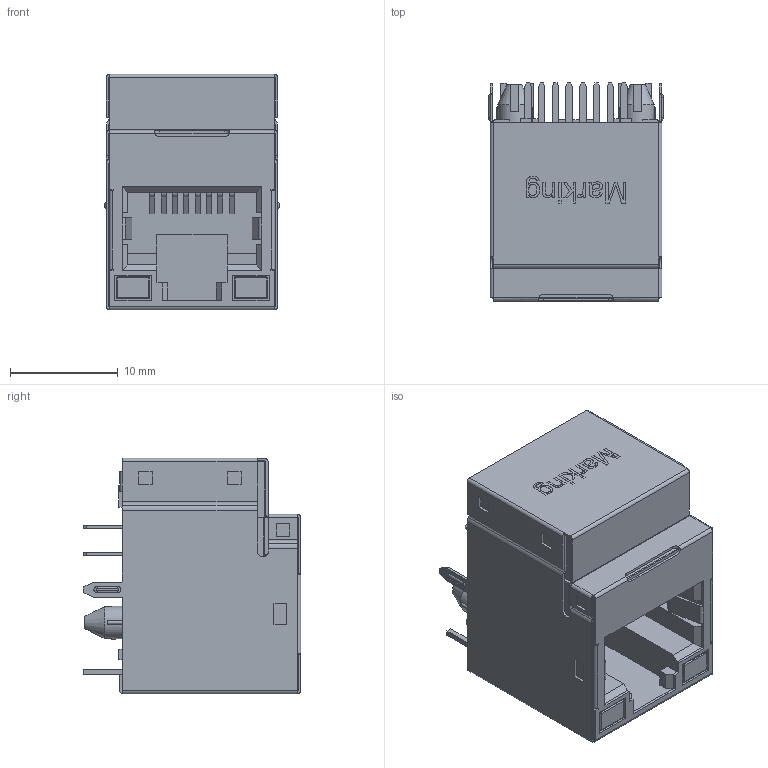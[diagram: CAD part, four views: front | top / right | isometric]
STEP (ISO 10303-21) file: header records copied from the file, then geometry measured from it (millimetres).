
FILE_DESCRIPTION(/* description */ ('Unknown'),/* implementation_level */ '2;1');
FILE_NAME(/* name */ '7499010126A',/* time_stamp */ '2016-02-09T10:27:37+01:00',/* author */ ('Unknown'),/* organization */ ('Unknown'),/* preprocessor_version */ 'ST-DEVELOPER v16.7',/* originating_system */ 'DEX',/* authorisation */ $);
FILE_SCHEMA (('AUTOMOTIVE_DESIGN {1 0 10303 214 3 1 1}'));
Length unit declared in the file: millimetre
Products named in the file (3): 7499010126A; Shielding; Insulator
Assembly tree (2 placements, depth 2):
  7499010126A
    Shielding
    Insulator
Bounding box: 16.2 x 20.2 x 21.84 mm (x, y, z)
Volume: 4325.2 mm3; surface area: 6044.6 mm2
Topology: 4 solids, 4 shells, 729 faces, 1936 edges, 1232 vertices
Faces by surface type: plane 506, cylinder 169, sphere 22, bspline 18, torus 10, cone 4
Full cylindrical faces by diameter (mm): 3.05 x2
Entity records: 28388 total; most frequent: CARTESIAN_POINT 5491, ORIENTED_EDGE 3818, DIRECTION 3557, EDGE_CURVE 1909, LINE 1417, VECTOR 1417, VERTEX_POINT 1230, AXIS2_PLACEMENT_3D 1070
